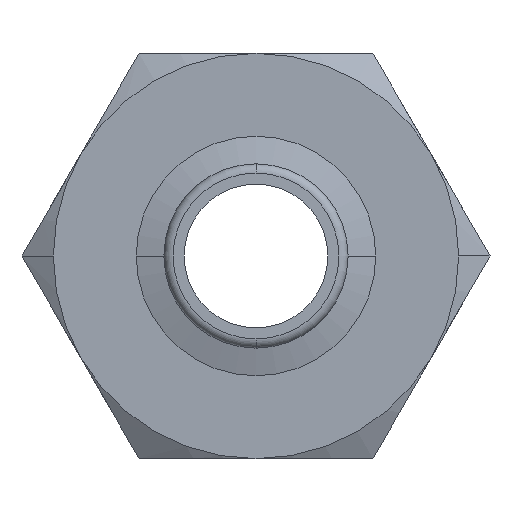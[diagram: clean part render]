
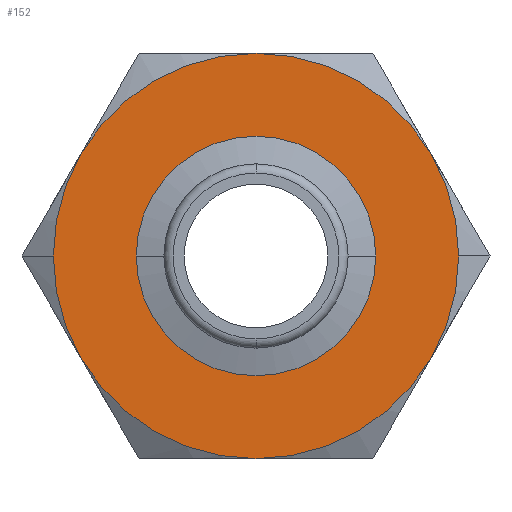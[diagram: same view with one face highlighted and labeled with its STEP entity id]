
A CAD part, front view. The second image highlights one B-rep face of the part: STEP entity #152.
In plain terms, the highlighted planar face has unit normal (0, -1, 0).
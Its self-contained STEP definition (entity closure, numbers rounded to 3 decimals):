
#152=ADVANCED_FACE('',(#317,#318),#319,.T.);
#317=FACE_OUTER_BOUND('',#492,.T.);
#318=FACE_BOUND('',#493,.T.);
#319=PLANE('',#494);
#492=EDGE_LOOP('',(#851,#852,#853,#854,#855,#856,#857,#858));
#493=EDGE_LOOP('',(#859,#860));
#494=AXIS2_PLACEMENT_3D('',#861,#862,#863);
#851=ORIENTED_EDGE('',*,*,#1098,.F.);
#852=ORIENTED_EDGE('',*,*,#1002,.F.);
#853=ORIENTED_EDGE('',*,*,#1103,.F.);
#854=ORIENTED_EDGE('',*,*,#1138,.F.);
#855=ORIENTED_EDGE('',*,*,#1007,.F.);
#856=ORIENTED_EDGE('',*,*,#1146,.F.);
#857=ORIENTED_EDGE('',*,*,#1147,.F.);
#858=ORIENTED_EDGE('',*,*,#1148,.F.);
#859=ORIENTED_EDGE('',*,*,#1068,.F.);
#860=ORIENTED_EDGE('',*,*,#1019,.F.);
#861=CARTESIAN_POINT('',(5.5,24.5,0.0));
#862=DIRECTION('',(-0.0,-1.0,-0.0));
#863=DIRECTION('',(-1.0,0.0,0.0));
#1002=EDGE_CURVE('',#1175,#1177,#1178,.T.);
#1007=EDGE_CURVE('',#1184,#1182,#1186,.T.);
#1019=EDGE_CURVE('',#1205,#1207,#1208,.T.);
#1068=EDGE_CURVE('',#1207,#1205,#1287,.T.);
#1098=EDGE_CURVE('',#1177,#1326,#1329,.T.);
#1103=EDGE_CURVE('',#1333,#1175,#1335,.T.);
#1138=EDGE_CURVE('',#1182,#1333,#1382,.T.);
#1146=EDGE_CURVE('',#1276,#1184,#1390,.T.);
#1147=EDGE_CURVE('',#1291,#1276,#1391,.T.);
#1148=EDGE_CURVE('',#1326,#1291,#1392,.T.);
#1175=VERTEX_POINT('',#1419);
#1177=VERTEX_POINT('',#1432);
#1178=CIRCLE('',#1433,11.0);
#1182=VERTEX_POINT('',#1448);
#1184=VERTEX_POINT('',#1451);
#1186=CIRCLE('',#1464,11.0);
#1205=VERTEX_POINT('',#1497);
#1207=VERTEX_POINT('',#1500);
#1208=CIRCLE('',#1501,6.5);
#1276=VERTEX_POINT('',#1631);
#1287=CIRCLE('',#1687,6.5);
#1291=VERTEX_POINT('',#1691);
#1326=VERTEX_POINT('',#1797);
#1329=CIRCLE('',#1812,11.0);
#1333=VERTEX_POINT('',#1827);
#1335=CIRCLE('',#1840,11.0);
#1382=CIRCLE('',#1903,11.0);
#1390=CIRCLE('',#1924,11.0);
#1391=CIRCLE('',#1925,11.0);
#1392=CIRCLE('',#1926,11.0);
#1419=CARTESIAN_POINT('',(0.,24.5,11.0));
#1432=CARTESIAN_POINT('',(9.526,24.5,5.5));
#1433=AXIS2_PLACEMENT_3D('',#1955,#1956,#1957);
#1448=CARTESIAN_POINT('',(-11.0,24.5,0.));
#1451=CARTESIAN_POINT('',(-9.526,24.5,-5.5));
#1464=AXIS2_PLACEMENT_3D('',#1959,#1960,#1961);
#1497=CARTESIAN_POINT('',(6.5,24.5,0.));
#1500=CARTESIAN_POINT('',(-6.5,24.5,0.));
#1501=AXIS2_PLACEMENT_3D('',#1975,#1976,#1977);
#1631=CARTESIAN_POINT('',(0.0,24.5,-11.0));
#1687=AXIS2_PLACEMENT_3D('',#2052,#2053,#2054);
#1691=CARTESIAN_POINT('',(9.526,24.5,-5.5));
#1797=CARTESIAN_POINT('',(11.0,24.5,0.));
#1812=AXIS2_PLACEMENT_3D('',#2088,#2089,#2090);
#1827=CARTESIAN_POINT('',(-9.526,24.5,5.5));
#1840=AXIS2_PLACEMENT_3D('',#2091,#2092,#2093);
#1903=AXIS2_PLACEMENT_3D('',#2147,#2148,#2149);
#1924=AXIS2_PLACEMENT_3D('',#2155,#2156,#2157);
#1925=AXIS2_PLACEMENT_3D('',#2158,#2159,#2160);
#1926=AXIS2_PLACEMENT_3D('',#2161,#2162,#2163);
#1955=CARTESIAN_POINT('',(0.0,24.5,0.0));
#1956=DIRECTION('',(-0.0,1.0,0.0));
#1957=DIRECTION('',(1.0,0.0,0.0));
#1959=CARTESIAN_POINT('',(0.0,24.5,0.0));
#1960=DIRECTION('',(-0.0,1.0,0.0));
#1961=DIRECTION('',(1.0,0.0,0.0));
#1975=CARTESIAN_POINT('',(0.0,24.5,0.0));
#1976=DIRECTION('',(0.0,-1.0,0.0));
#1977=DIRECTION('',(1.0,0.0,0.0));
#2052=CARTESIAN_POINT('',(0.0,24.5,0.0));
#2053=DIRECTION('',(0.0,-1.0,0.0));
#2054=DIRECTION('',(1.0,0.0,0.0));
#2088=CARTESIAN_POINT('',(0.0,24.5,0.0));
#2089=DIRECTION('',(-0.0,1.0,0.0));
#2090=DIRECTION('',(1.0,0.0,0.0));
#2091=CARTESIAN_POINT('',(0.0,24.5,0.0));
#2092=DIRECTION('',(-0.0,1.0,0.0));
#2093=DIRECTION('',(1.0,0.0,0.0));
#2147=CARTESIAN_POINT('',(0.0,24.5,0.0));
#2148=DIRECTION('',(-0.0,1.0,0.0));
#2149=DIRECTION('',(1.0,0.0,0.0));
#2155=CARTESIAN_POINT('',(0.0,24.5,0.0));
#2156=DIRECTION('',(-0.0,1.0,0.0));
#2157=DIRECTION('',(1.0,0.0,0.0));
#2158=CARTESIAN_POINT('',(0.0,24.5,0.0));
#2159=DIRECTION('',(-0.0,1.0,0.0));
#2160=DIRECTION('',(1.0,0.0,0.0));
#2161=CARTESIAN_POINT('',(0.0,24.5,0.0));
#2162=DIRECTION('',(-0.0,1.0,0.0));
#2163=DIRECTION('',(1.0,0.0,0.0));
